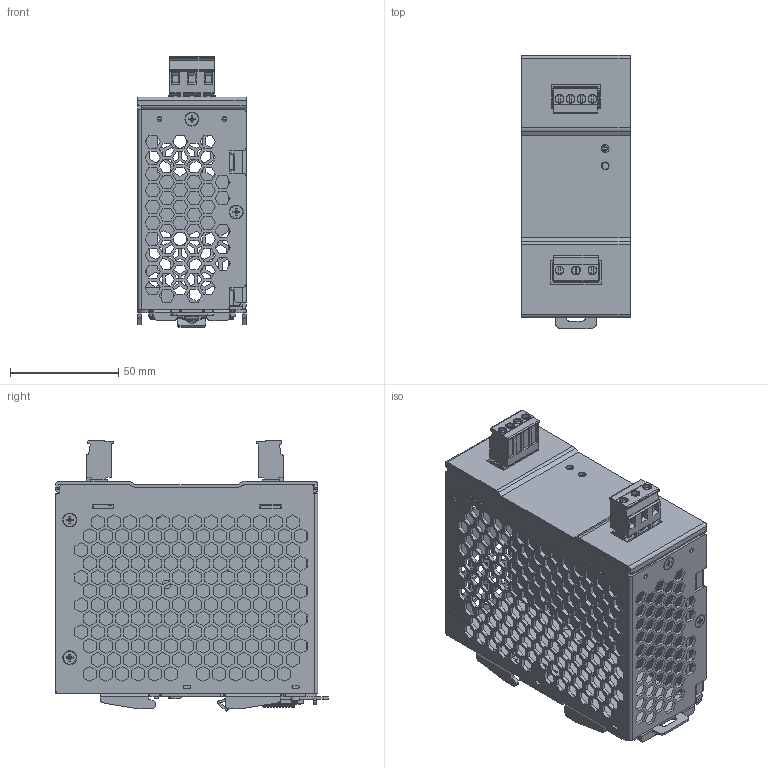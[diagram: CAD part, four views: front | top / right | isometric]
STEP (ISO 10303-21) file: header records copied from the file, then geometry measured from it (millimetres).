
FILE_DESCRIPTION (( 'STEP AP214' ), '1' );
FILE_NAME ('PSB48-120S.STEP', '2015-10-29T14:09:47', ( '' ), ( '' ), 'SwSTEP 2.0', 'SolidWorks 2014', '' );
FILE_SCHEMA (( 'AUTOMOTIVE_DESIGN' ));
Length unit declared in the file: inch
Products named in the file (26): ASSY_LATCH_50X100_ASM_2; 3462026200_2; 3460088100_2; 3461303000_2; 3202315200_2; 3268209100_2; 3100000600_1; 331610470101; 3100000400; 331610480000; 3100020600_2; 330301760000_ASM_1; 3100320800; 330301760000_A_STUD; ASSY_PWB_ASM_1; 330301760000_1; ASSY_DCT-1332_ASM; EE_LED1; PSB48-120S; 3050252046_1; 3071616046_1; 3051627246_1; 3070487546_1; 2968133201_DCT-1332; EE_VR350_1; 2958049703_PWB_MAIN
Assembly tree (33 placements, depth 4):
  PSB48-120S
    330301760000_ASM_1
      330301760000_1
      330301760000_A_STUD  x2
    331610480000
    331610470101
    3268209100_2
    3202315200_2
    ASSY_LATCH_50X100_ASM_2
      3461303000_2
      3460088100_2
      3462026200_2
    ASSY_PWB_ASM_1
      2958049703_PWB_MAIN
      EE_VR350_1
      ASSY_DCT-1332_ASM
        2968133201_DCT-1332
        3070487546_1
        3051627246_1
        3071616046_1
        3050252046_1
        EE_LED1
    3100320800  x2
    3100020600_2  x4
    3100000400  x3
    3100000600_1  x2
Bounding box: 50.1 x 126.05 x 124.98 mm (x, y, z)
Volume: 97862.3 mm3; surface area: 148910.9 mm2
Topology: 31 solids, 31 shells, 4605 faces, 12775 edges, 8323 vertices
Faces by surface type: plane 3359, cylinder 688, bspline 307, cone 149, torus 78, sphere 24
Entity records: 155345 total; most frequent: CARTESIAN_POINT 40132, ORIENTED_EDGE 23920, DIRECTION 20346, EDGE_CURVE 11960, VECTOR 9448, LINE 9448, VERTEX_POINT 7849, AXIS2_PLACEMENT_3D 5449
